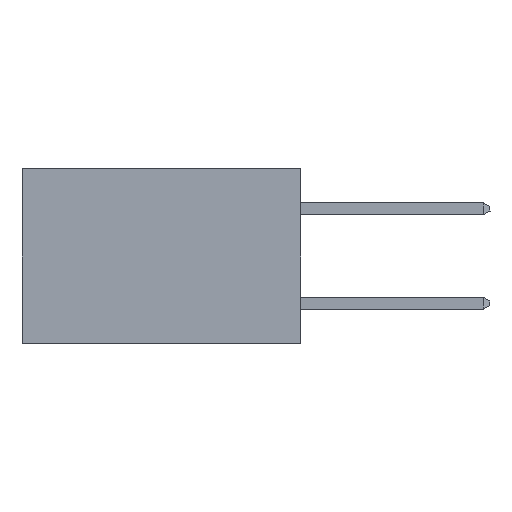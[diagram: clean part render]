
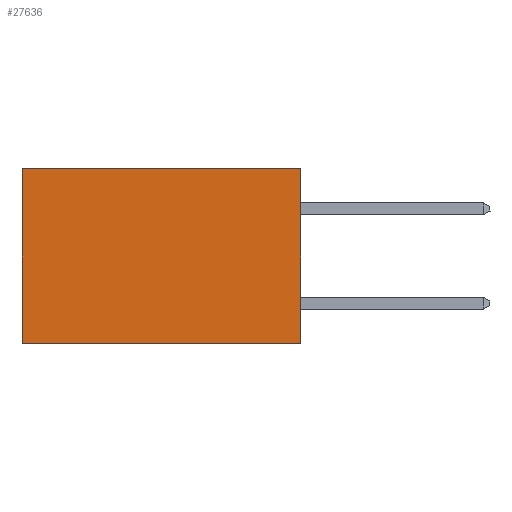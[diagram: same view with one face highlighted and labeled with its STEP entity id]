
A CAD part, left-side view. The second image highlights one B-rep face of the part: STEP entity #27636.
In plain terms, the highlighted planar face has unit normal (-1, 0, 0).
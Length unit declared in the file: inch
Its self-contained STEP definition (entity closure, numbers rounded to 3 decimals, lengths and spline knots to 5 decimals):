
#107 = EDGE_LOOP ( 'NONE', ( #14798, #3385, #7475, #5985 ) ) ;
#355 = DIRECTION ( 'NONE',  ( 0., 0., -1. ) ) ;
#896 = CARTESIAN_POINT ( 'NONE',  ( 0.277, 0., -0.37 ) ) ;
#1863 = CARTESIAN_POINT ( 'NONE',  ( 0.277, 0.59, 0. ) ) ;
#2271 = VECTOR ( 'NONE', #30542, 39.37008 ) ;
#2957 = PLANE ( 'NONE',  #32533 ) ;
#3385 = ORIENTED_EDGE ( 'NONE', *, *, #8154, .F. ) ;
#4062 = CARTESIAN_POINT ( 'NONE',  ( 0.277, 0., -0.37 ) ) ;
#5707 = CARTESIAN_POINT ( 'NONE',  ( 0.277, 0., -0.37 ) ) ;
#5985 = ORIENTED_EDGE ( 'NONE', *, *, #15138, .T. ) ;
#7183 = VERTEX_POINT ( 'NONE', #4062 ) ;
#7475 = ORIENTED_EDGE ( 'NONE', *, *, #26409, .F. ) ;
#8026 = VERTEX_POINT ( 'NONE', #1863 ) ;
#8154 = EDGE_CURVE ( 'NONE', #7183, #25938, #16149, .T. ) ;
#8514 = VERTEX_POINT ( 'NONE', #25546 ) ;
#8617 = LINE ( 'NONE', #28001, #2271 ) ;
#9952 = VECTOR ( 'NONE', #29326, 39.37008 ) ;
#11815 = DIRECTION ( 'NONE',  ( 0., 1., 0. ) ) ;
#14462 = CARTESIAN_POINT ( 'NONE',  ( 0.277, 0., 0. ) ) ;
#14798 = ORIENTED_EDGE ( 'NONE', *, *, #26528, .T. ) ;
#15123 = FACE_OUTER_BOUND ( 'NONE', #107, .T. ) ;
#15138 = EDGE_CURVE ( 'NONE', #8514, #8026, #22164, .T. ) ;
#15221 = LINE ( 'NONE', #896, #26821 ) ;
#16149 = LINE ( 'NONE', #28872, #9952 ) ;
#16176 = CARTESIAN_POINT ( 'NONE',  ( 0.277, 0.59, -0.37 ) ) ;
#16345 = DIRECTION ( 'NONE',  ( 1., 0., 0. ) ) ;
#22142 = DIRECTION ( 'NONE',  ( 0., 0., -1. ) ) ;
#22164 = LINE ( 'NONE', #14462, #28339 ) ;
#25546 = CARTESIAN_POINT ( 'NONE',  ( 0.277, 0., 0. ) ) ;
#25938 = VERTEX_POINT ( 'NONE', #16176 ) ;
#26409 = EDGE_CURVE ( 'NONE', #8514, #7183, #15221, .T. ) ;
#26528 = EDGE_CURVE ( 'NONE', #8026, #25938, #8617, .T. ) ;
#26821 = VECTOR ( 'NONE', #22142, 39.37008 ) ;
#27636 = ADVANCED_FACE ( 'NONE', ( #15123 ), #2957, .F. ) ;
#28001 = CARTESIAN_POINT ( 'NONE',  ( 0.277, 0.59, -0.37 ) ) ;
#28339 = VECTOR ( 'NONE', #11815, 39.37008 ) ;
#28872 = CARTESIAN_POINT ( 'NONE',  ( 0.277, 0., -0.37 ) ) ;
#29326 = DIRECTION ( 'NONE',  ( 0., 1., 0. ) ) ;
#30542 = DIRECTION ( 'NONE',  ( 0., 0., -1. ) ) ;
#32533 = AXIS2_PLACEMENT_3D ( 'NONE', #5707, #16345, #355 ) ;
